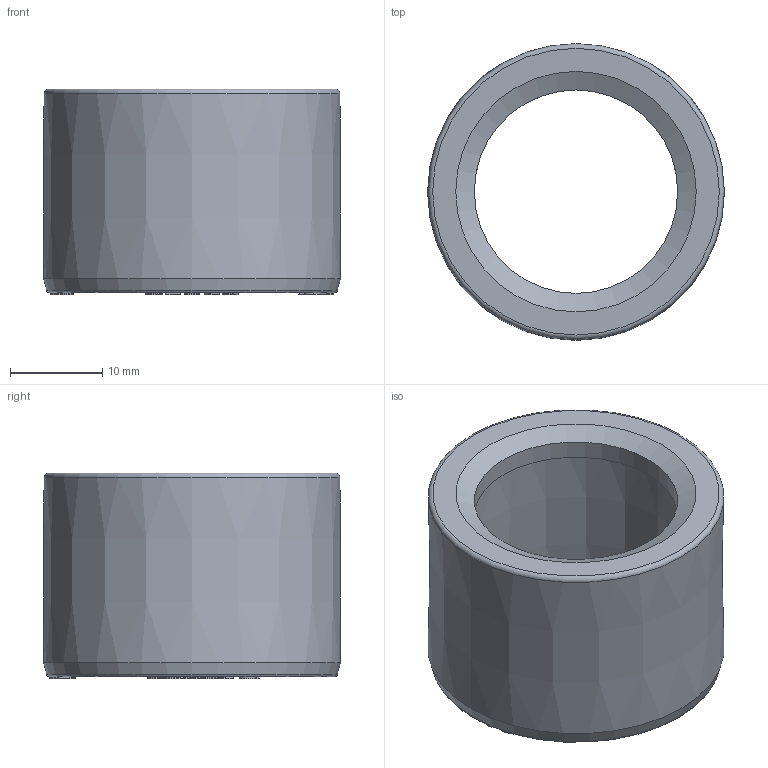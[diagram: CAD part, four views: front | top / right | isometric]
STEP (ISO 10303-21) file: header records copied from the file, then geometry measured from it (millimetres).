
FILE_DESCRIPTION(/* description */ (''),/* implementation_level */ '2;1');
FILE_NAME(/* name */ '短型异径管32x20.stp',/* time_stamp */ '2025-08-15T09:24:46+08:00',/* author */ (''),/* organization */ (''),/* preprocessor_version */ 'ST-DEVELOPER v16.7',/* originating_system */ 'SIEMENS PLM Software NX 12.0',/* authorisation */ '');
FILE_SCHEMA (('AUTOMOTIVE_DESIGN { 1 0 10303 214 3 1 1 1 }'));
Length unit declared in the file: millimetre
Products named in the file (1): Admi19CCCDF70dne
Bounding box: 32.09 x 32.09 x 22.25 mm (x, y, z)
Volume: 7100.8 mm3; surface area: 4667.9 mm2
Topology: 1 solids, 1 shells, 481 faces, 1378 edges, 918 vertices
Faces by surface type: plane 463, cylinder 7, cone 4, extrusion 4, torus 3
Full cylindrical faces by diameter (mm): 0.799 x1, 1.238 x1, 22 x1
Entity records: 17314 total; most frequent: CARTESIAN_POINT 6486, ORIENTED_EDGE 2730, DIRECTION 1464, EDGE_CURVE 1365, VERTEX_POINT 915, B_SPLINE_CURVE_WITH_KNOTS 888, EDGE_LOOP 512, AXIS2_PLACEMENT_3D 501
